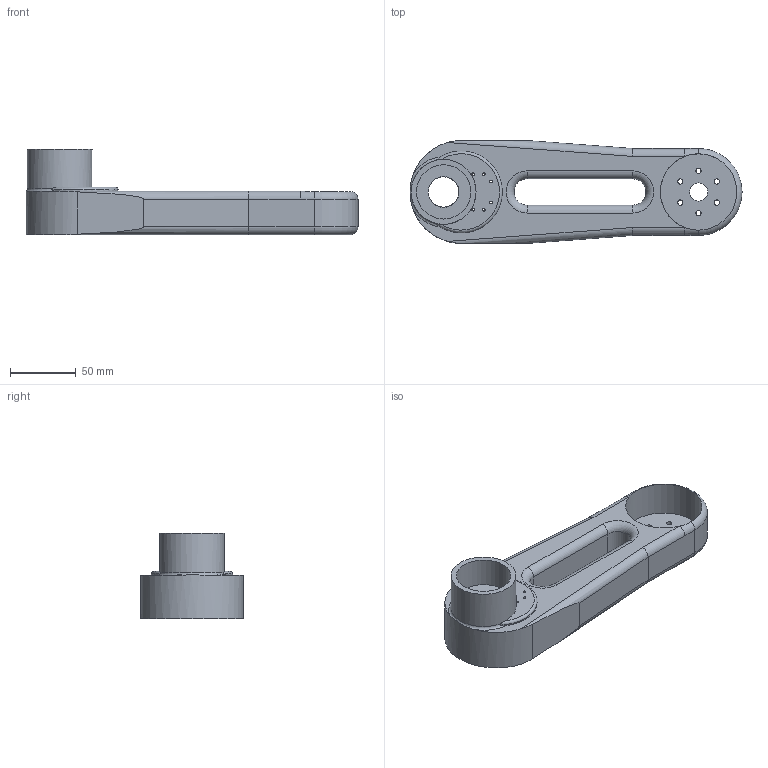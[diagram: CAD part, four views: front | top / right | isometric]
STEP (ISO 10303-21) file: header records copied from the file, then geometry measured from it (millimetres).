
FILE_DESCRIPTION(/* description */ (''),/* implementation_level */ '2;1');
FILE_NAME(/* name */ 'Es_01.stp',/* time_stamp */ '2025-02-15T21:26:09-06:00',/* author */ ('Alcatraz'),/* organization */ (''),/* preprocessor_version */ 'ST-DEVELOPER v20',/* originating_system */ 'Autodesk Inventor 2024',/* authorisation */ '');
FILE_SCHEMA (('AUTOMOTIVE_DESIGN { 1 0 10303 214 3 1 1 }'));
Length unit declared in the file: millimetre
Products named in the file (1): Es_01
Bounding box: 251.99 x 78 x 64.93 mm (x, y, z)
Volume: 359092.7 mm3; surface area: 73252 mm2
Topology: 1 solids, 1 shells, 90 faces, 226 edges, 144 vertices
Faces by surface type: cylinder 55, plane 27, torus 8
Full cylindrical faces by diameter (mm): 2.013 x6, 3.688 x4, 3.959 x6, 13.736 x1, 23.384 x1, 41.235 x1, 49.235 x1, 58 x2
Entity records: 2917 total; most frequent: CARTESIAN_POINT 568, DIRECTION 518, ORIENTED_EDGE 452, EDGE_CURVE 226, AXIS2_PLACEMENT_3D 214, VERTEX_POINT 144, EDGE_LOOP 126, CIRCLE 115
